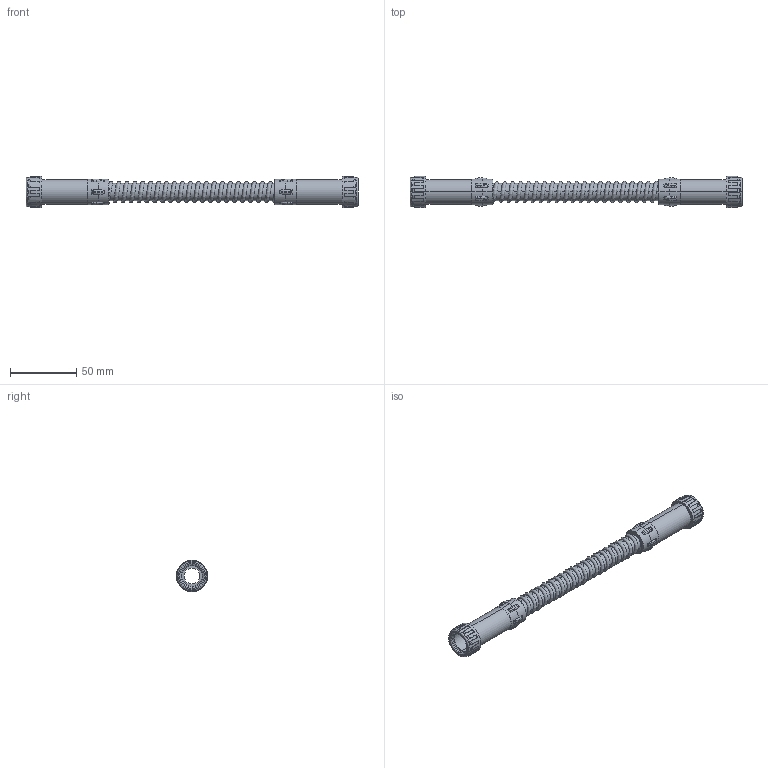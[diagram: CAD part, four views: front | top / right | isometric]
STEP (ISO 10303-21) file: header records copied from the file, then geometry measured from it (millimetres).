
FILE_DESCRIPTION (( 'STEP AP214' ), '1' );
FILE_NAME ('CTA10D-CXT16-K41-050 - Ìóôòà ãèáêàÿ òðóáà-òðóáà IP65 CXT16.STEP', '2016-05-20T11:47:41', ( '' ), ( '' ), 'SwSTEP 2.0', 'SolidWorks 2014', '' );
FILE_SCHEMA (( 'AUTOMOTIVE_DESIGN' ));
Length unit declared in the file: millimetre
Products named in the file (1): CTA10D-CXT16-K41-050 - Ìóôòà ãèáêàÿ òðóáà-òðóáà IP65 CXT16
Bounding box: 250 x 23.5 x 23.5 mm (x, y, z)
Volume: 20736.9 mm3; surface area: 27508.5 mm2
Topology: 1 solids, 5 shells, 382 faces, 1039 edges, 651 vertices
Faces by surface type: plane 132, cylinder 89, torus 68, bspline 61, cone 32
Entity records: 24161 total; most frequent: CARTESIAN_POINT 15110, ORIENTED_EDGE 2030, DIRECTION 1740, EDGE_CURVE 1015, AXIS2_PLACEMENT_3D 717, VERTEX_POINT 651, EDGE_LOOP 400, CIRCLE 395
